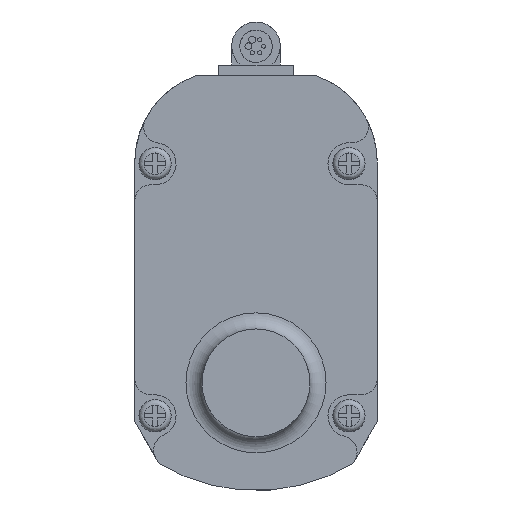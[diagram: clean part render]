
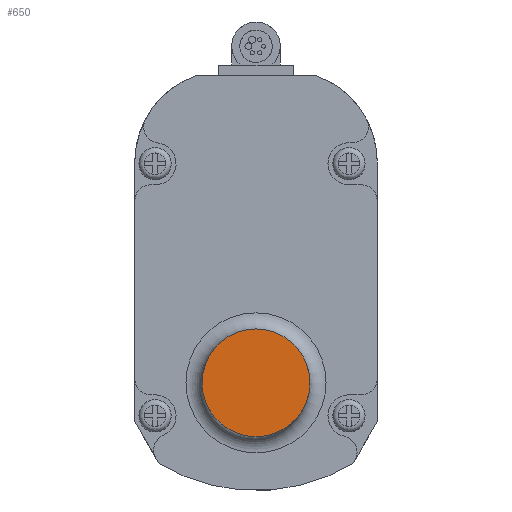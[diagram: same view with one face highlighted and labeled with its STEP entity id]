
A CAD part, left-side view. The second image highlights one B-rep face of the part: STEP entity #650.
In plain terms, the highlighted planar face has unit normal (-1, 0, 0).
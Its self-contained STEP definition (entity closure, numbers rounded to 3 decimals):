
#650 = ADVANCED_FACE( '', ( #1461 ), #1462, .F. );
#1461 = FACE_OUTER_BOUND( '', #2552, .T. );
#1462 = PLANE( '', #2553 );
#2552 = EDGE_LOOP( '', ( #4464 ) );
#2553 = AXIS2_PLACEMENT_3D( '', #4465, #4466, #4467 );
#4464 = ORIENTED_EDGE( '', *, *, #6698, .F. );
#4465 = CARTESIAN_POINT( '', ( -42.5, 0., -16.897 ) );
#4466 = DIRECTION( '', ( 1., 0., 0. ) );
#4467 = DIRECTION( '', ( 0., 0., -1. ) );
#6698 = EDGE_CURVE( '', #8154, #8154, #8155, .T. );
#8154 = VERTEX_POINT( '', #10240 );
#8155 = CIRCLE( '', #10241, 10. );
#10240 = CARTESIAN_POINT( '', ( -42.5, -10., -16.897 ) );
#10241 = AXIS2_PLACEMENT_3D( '', #12015, #12016, #12017 );
#12015 = CARTESIAN_POINT( '', ( -42.5, 0., -16.897 ) );
#12016 = DIRECTION( '', ( 1., 0., 0. ) );
#12017 = DIRECTION( '', ( 0., -1., 0. ) );
